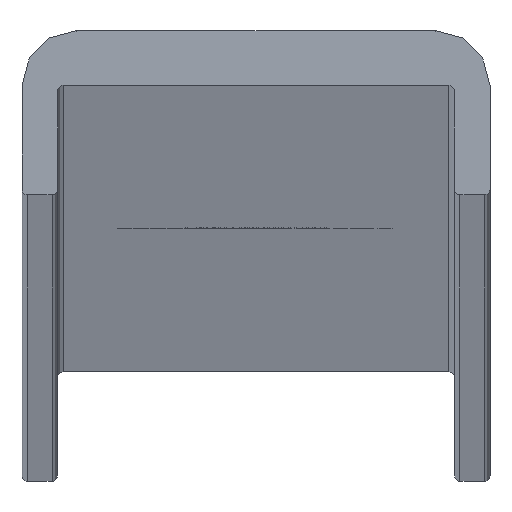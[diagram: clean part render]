
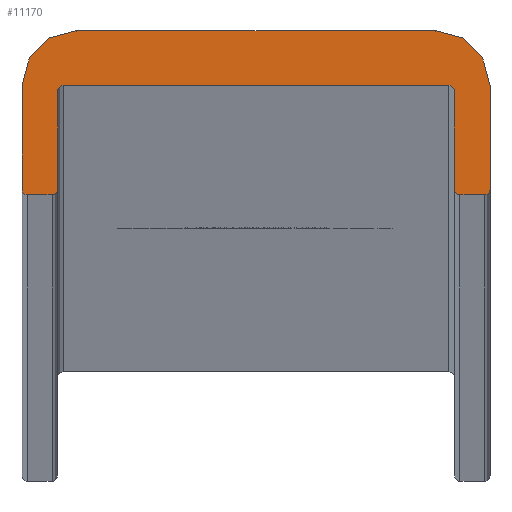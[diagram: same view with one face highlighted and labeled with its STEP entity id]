
A CAD part, top view. The second image highlights one B-rep face of the part: STEP entity #11170.
In plain terms, the highlighted planar face has unit normal (0, 0, 1).
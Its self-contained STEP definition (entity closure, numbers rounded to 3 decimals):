
#68 = VECTOR ( 'NONE', #1592, 1000. ) ;
#99 = VECTOR ( 'NONE', #17365, 1000. ) ;
#166 = DIRECTION ( 'NONE',  ( 1., 0., 0. ) ) ;
#188 = EDGE_CURVE ( 'NONE', #4168, #4383, #13487, .T. ) ;
#216 = VERTEX_POINT ( 'NONE', #8715 ) ;
#466 = VERTEX_POINT ( 'NONE', #5706 ) ;
#716 = ORIENTED_EDGE ( 'NONE', *, *, #14034, .T. ) ;
#782 = EDGE_CURVE ( 'NONE', #466, #15473, #7716, .T. ) ;
#1119 = AXIS2_PLACEMENT_3D ( 'NONE', #11731, #3308, #5878 ) ;
#1121 = ORIENTED_EDGE ( 'NONE', *, *, #11291, .T. ) ;
#1164 = EDGE_LOOP ( 'NONE', ( #9720, #16197, #13290, #716, #17209, #4858, #7166, #7704, #1121, #13767, #2697, #10015, #12430, #13545, #1673, #9234 ) ) ;
#1411 = CARTESIAN_POINT ( 'NONE',  ( -8.35, 0., 3000. ) ) ;
#1452 = DIRECTION ( 'NONE',  ( 0., -1., 0. ) ) ;
#1553 = DIRECTION ( 'NONE',  ( 0., 0., 1. ) ) ;
#1584 = EDGE_CURVE ( 'NONE', #216, #17654, #9149, .T. ) ;
#1587 = DIRECTION ( 'NONE',  ( 1., 0., 0. ) ) ;
#1592 = DIRECTION ( 'NONE',  ( 1., 0., 0. ) ) ;
#1673 = ORIENTED_EDGE ( 'NONE', *, *, #11359, .T. ) ;
#1684 = EDGE_CURVE ( 'NONE', #15473, #3571, #14007, .T. ) ;
#2184 = AXIS2_PLACEMENT_3D ( 'NONE', #3421, #9217, #14830 ) ;
#2697 = ORIENTED_EDGE ( 'NONE', *, *, #11305, .T. ) ;
#2828 = VERTEX_POINT ( 'NONE', #3532 ) ;
#2982 = LINE ( 'NONE', #6056, #99 ) ;
#3055 = CARTESIAN_POINT ( 'NONE',  ( 6.55, 4., 3000. ) ) ;
#3236 = DIRECTION ( 'NONE',  ( -1., 0., 0. ) ) ;
#3308 = DIRECTION ( 'NONE',  ( 0., 0., 1. ) ) ;
#3355 = DIRECTION ( 'NONE',  ( 0., 1., 0. ) ) ;
#3409 = EDGE_CURVE ( 'NONE', #16121, #216, #12058, .T. ) ;
#3421 = CARTESIAN_POINT ( 'NONE',  ( 7.05, 3.8, 3000. ) ) ;
#3502 = CARTESIAN_POINT ( 'NONE',  ( 7.45, 0., 3000. ) ) ;
#3532 = CARTESIAN_POINT ( 'NONE',  ( 8.55, 0.2, 3000. ) ) ;
#3571 = VERTEX_POINT ( 'NONE', #8358 ) ;
#4168 = VERTEX_POINT ( 'NONE', #3502 ) ;
#4383 = VERTEX_POINT ( 'NONE', #14322 ) ;
#4535 = VECTOR ( 'NONE', #4990, 1000. ) ;
#4718 = CARTESIAN_POINT ( 'NONE',  ( 6.55, 6., 3000. ) ) ;
#4858 = ORIENTED_EDGE ( 'NONE', *, *, #7790, .T. ) ;
#4990 = DIRECTION ( 'NONE',  ( -1., 0., 0. ) ) ;
#5174 = EDGE_CURVE ( 'NONE', #7142, #14841, #9421, .T. ) ;
#5193 = CIRCLE ( 'NONE', #1119, 2. ) ;
#5298 = CARTESIAN_POINT ( 'NONE',  ( -8.35, 0., 3000. ) ) ;
#5398 = VERTEX_POINT ( 'NONE', #9626 ) ;
#5620 = CARTESIAN_POINT ( 'NONE',  ( -8.55, 0.2, 3000. ) ) ;
#5706 = CARTESIAN_POINT ( 'NONE',  ( -7.45, 0., 3000. ) ) ;
#5878 = DIRECTION ( 'NONE',  ( -1., 0., 0. ) ) ;
#6056 = CARTESIAN_POINT ( 'NONE',  ( 7.25, 3.8, 3000. ) ) ;
#6352 = CIRCLE ( 'NONE', #9385, 0.2 ) ;
#6606 = CARTESIAN_POINT ( 'NONE',  ( -8.55, 4., 3000. ) ) ;
#6627 = AXIS2_PLACEMENT_3D ( 'NONE', #10041, #1553, #14356 ) ;
#6748 = EDGE_CURVE ( 'NONE', #7100, #4168, #9143, .T. ) ;
#7074 = LINE ( 'NONE', #8342, #12595 ) ;
#7089 = DIRECTION ( 'NONE',  ( 1., 0., 0. ) ) ;
#7100 = VERTEX_POINT ( 'NONE', #9123 ) ;
#7142 = VERTEX_POINT ( 'NONE', #16441 ) ;
#7166 = ORIENTED_EDGE ( 'NONE', *, *, #782, .T. ) ;
#7245 = DIRECTION ( 'NONE',  ( 0., 0., -1. ) ) ;
#7471 = AXIS2_PLACEMENT_3D ( 'NONE', #3055, #7245, #3236 ) ;
#7704 = ORIENTED_EDGE ( 'NONE', *, *, #1684, .T. ) ;
#7716 = CIRCLE ( 'NONE', #10605, 0.2 ) ;
#7790 = EDGE_CURVE ( 'NONE', #10640, #466, #12671, .T. ) ;
#8277 = DIRECTION ( 'NONE',  ( 0., 1., 0. ) ) ;
#8342 = CARTESIAN_POINT ( 'NONE',  ( -8.55, 0.2, 3000. ) ) ;
#8358 = CARTESIAN_POINT ( 'NONE',  ( -7.25, 3.8, 3000. ) ) ;
#8477 = CARTESIAN_POINT ( 'NONE',  ( -6.55, 4., 3000. ) ) ;
#8715 = CARTESIAN_POINT ( 'NONE',  ( -6.55, 6., 3000. ) ) ;
#9123 = CARTESIAN_POINT ( 'NONE',  ( 7.25, 0.2, 3000. ) ) ;
#9143 = CIRCLE ( 'NONE', #6627, 0.2 ) ;
#9149 = CIRCLE ( 'NONE', #9328, 2. ) ;
#9210 = CIRCLE ( 'NONE', #2184, 0.2 ) ;
#9217 = DIRECTION ( 'NONE',  ( 0., 0., -1. ) ) ;
#9234 = ORIENTED_EDGE ( 'NONE', *, *, #12724, .T. ) ;
#9309 = DIRECTION ( 'NONE',  ( 0., 0., 1. ) ) ;
#9328 = AXIS2_PLACEMENT_3D ( 'NONE', #8477, #9893, #11302 ) ;
#9373 = CARTESIAN_POINT ( 'NONE',  ( -8.35, 0.2, 3000. ) ) ;
#9376 = CARTESIAN_POINT ( 'NONE',  ( -6.55, 6., 3000. ) ) ;
#9385 = AXIS2_PLACEMENT_3D ( 'NONE', #15960, #10314, #14628 ) ;
#9421 = LINE ( 'NONE', #15692, #13845 ) ;
#9593 = CARTESIAN_POINT ( 'NONE',  ( 8.55, 4., 3000. ) ) ;
#9626 = CARTESIAN_POINT ( 'NONE',  ( 8.55, 4., 3000. ) ) ;
#9720 = ORIENTED_EDGE ( 'NONE', *, *, #13501, .T. ) ;
#9850 = CARTESIAN_POINT ( 'NONE',  ( -7.45, 0.2, 3000. ) ) ;
#9893 = DIRECTION ( 'NONE',  ( 0., 0., 1. ) ) ;
#9966 = CARTESIAN_POINT ( 'NONE',  ( 7.05, 4., 3000. ) ) ;
#10009 = CARTESIAN_POINT ( 'NONE',  ( 7.45, 0., 3000. ) ) ;
#10015 = ORIENTED_EDGE ( 'NONE', *, *, #13674, .T. ) ;
#10041 = CARTESIAN_POINT ( 'NONE',  ( 7.45, 0.2, 3000. ) ) ;
#10073 = FACE_OUTER_BOUND ( 'NONE', #1164, .T. ) ;
#10314 = DIRECTION ( 'NONE',  ( 0., 0., -1. ) ) ;
#10359 = VECTOR ( 'NONE', #1587, 1000. ) ;
#10465 = AXIS2_PLACEMENT_3D ( 'NONE', #9373, #9309, #17981 ) ;
#10605 = AXIS2_PLACEMENT_3D ( 'NONE', #9850, #15498, #7089 ) ;
#10640 = VERTEX_POINT ( 'NONE', #5298 ) ;
#10796 = VERTEX_POINT ( 'NONE', #12520 ) ;
#11170 = ADVANCED_FACE ( 'NONE', ( #10073 ), #14266, .F. ) ;
#11180 = CIRCLE ( 'NONE', #17865, 0.2 ) ;
#11291 = EDGE_CURVE ( 'NONE', #3571, #7142, #6352, .T. ) ;
#11302 = DIRECTION ( 'NONE',  ( 1., 0., 0. ) ) ;
#11305 = EDGE_CURVE ( 'NONE', #14841, #10796, #9210, .T. ) ;
#11359 = EDGE_CURVE ( 'NONE', #4383, #2828, #11180, .T. ) ;
#11731 = CARTESIAN_POINT ( 'NONE',  ( 6.55, 4., 3000. ) ) ;
#11785 = CARTESIAN_POINT ( 'NONE',  ( -7.25, 0.2, 3000. ) ) ;
#12058 = LINE ( 'NONE', #9376, #4535 ) ;
#12422 = CARTESIAN_POINT ( 'NONE',  ( -7.25, 0.2, 3000. ) ) ;
#12430 = ORIENTED_EDGE ( 'NONE', *, *, #6748, .T. ) ;
#12520 = CARTESIAN_POINT ( 'NONE',  ( 7.25, 3.8, 3000. ) ) ;
#12595 = VECTOR ( 'NONE', #1452, 1000. ) ;
#12671 = LINE ( 'NONE', #1411, #68 ) ;
#12724 = EDGE_CURVE ( 'NONE', #2828, #5398, #14242, .T. ) ;
#12832 = CARTESIAN_POINT ( 'NONE',  ( 8.35, 0.2, 3000. ) ) ;
#13150 = VECTOR ( 'NONE', #8277, 1000. ) ;
#13290 = ORIENTED_EDGE ( 'NONE', *, *, #1584, .T. ) ;
#13487 = LINE ( 'NONE', #10009, #10359 ) ;
#13501 = EDGE_CURVE ( 'NONE', #5398, #16121, #5193, .T. ) ;
#13545 = ORIENTED_EDGE ( 'NONE', *, *, #188, .T. ) ;
#13674 = EDGE_CURVE ( 'NONE', #10796, #7100, #2982, .T. ) ;
#13767 = ORIENTED_EDGE ( 'NONE', *, *, #5174, .T. ) ;
#13845 = VECTOR ( 'NONE', #166, 1000. ) ;
#14007 = LINE ( 'NONE', #11785, #17262 ) ;
#14034 = EDGE_CURVE ( 'NONE', #17654, #18170, #7074, .T. ) ;
#14132 = DIRECTION ( 'NONE',  ( 0., 0., 1. ) ) ;
#14242 = LINE ( 'NONE', #9593, #13150 ) ;
#14266 = PLANE ( 'NONE',  #7471 ) ;
#14322 = CARTESIAN_POINT ( 'NONE',  ( 8.35, 0., 3000. ) ) ;
#14356 = DIRECTION ( 'NONE',  ( -1., 0., 0. ) ) ;
#14363 = DIRECTION ( 'NONE',  ( 1., 0., 0. ) ) ;
#14628 = DIRECTION ( 'NONE',  ( 1., 0., 0. ) ) ;
#14830 = DIRECTION ( 'NONE',  ( 1., 0., 0. ) ) ;
#14841 = VERTEX_POINT ( 'NONE', #9966 ) ;
#15473 = VERTEX_POINT ( 'NONE', #12422 ) ;
#15498 = DIRECTION ( 'NONE',  ( 0., 0., 1. ) ) ;
#15692 = CARTESIAN_POINT ( 'NONE',  ( -7.05, 4., 3000. ) ) ;
#15960 = CARTESIAN_POINT ( 'NONE',  ( -7.05, 3.8, 3000. ) ) ;
#16121 = VERTEX_POINT ( 'NONE', #4718 ) ;
#16133 = EDGE_CURVE ( 'NONE', #18170, #10640, #16947, .T. ) ;
#16197 = ORIENTED_EDGE ( 'NONE', *, *, #3409, .T. ) ;
#16441 = CARTESIAN_POINT ( 'NONE',  ( -7.05, 4., 3000. ) ) ;
#16947 = CIRCLE ( 'NONE', #10465, 0.2 ) ;
#17209 = ORIENTED_EDGE ( 'NONE', *, *, #16133, .T. ) ;
#17262 = VECTOR ( 'NONE', #3355, 1000. ) ;
#17365 = DIRECTION ( 'NONE',  ( 0., -1., 0. ) ) ;
#17654 = VERTEX_POINT ( 'NONE', #6606 ) ;
#17865 = AXIS2_PLACEMENT_3D ( 'NONE', #12832, #14132, #14363 ) ;
#17981 = DIRECTION ( 'NONE',  ( -1., 0., 0. ) ) ;
#18170 = VERTEX_POINT ( 'NONE', #5620 ) ;
